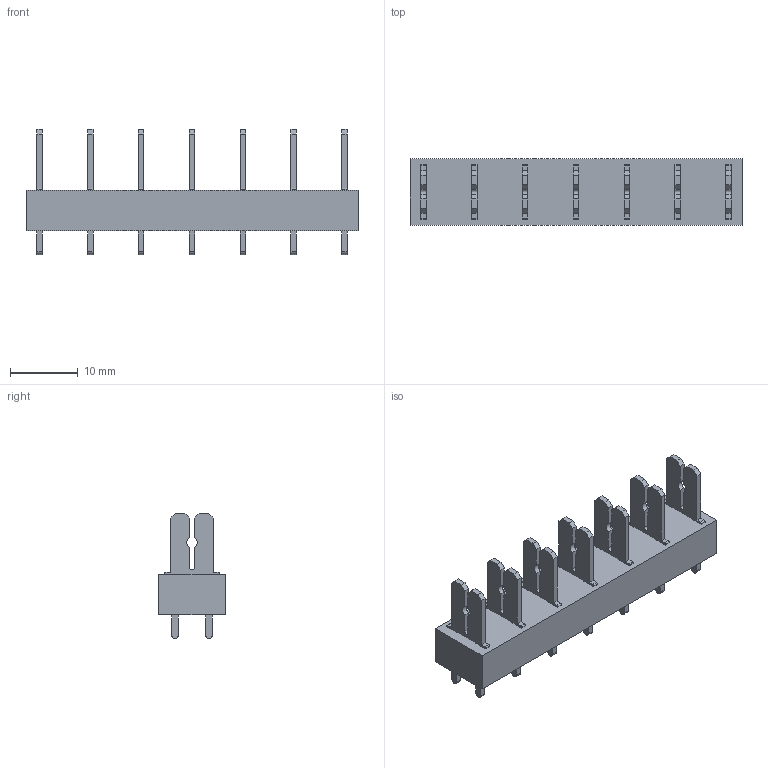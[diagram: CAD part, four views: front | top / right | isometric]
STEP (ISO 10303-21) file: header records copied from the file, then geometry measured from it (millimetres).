
FILE_DESCRIPTION(('CATIA V5 STEP Exchange','CAx-IF Rec.Pracs.--- Model Styling and Organization---1.2---2011-12-15'),'2;1');
FILE_NAME ('D1464858_0_9500670000_9500670000.stp','2018-12-03T09:15:05+00:00',('none'),('Weidmueller'),'CATIA Version 5-6 Release 2014','CATIA V5 STEP AP214','none');
FILE_SCHEMA(('AUTOMOTIVE_DESIGN { 1 0 10303 214 1 1 1 1 }'));
Length unit declared in the file: millimetre
Products named in the file (1): 9500670000
Bounding box: 49 x 9.8 x 18.5 mm (x, y, z)
Volume: 3196.5 mm3; surface area: 3387.4 mm2
Topology: 8 solids, 8 shells, 286 faces, 810 edges, 540 vertices
Faces by surface type: plane 237, cylinder 49
Entity records: 8098 total; most frequent: ORIENTED_EDGE 1620, CARTESIAN_POINT 1415, DIRECTION 938, EDGE_CURVE 810, VECTOR 712, LINE 712, VERTEX_POINT 540, EDGE_LOOP 314
